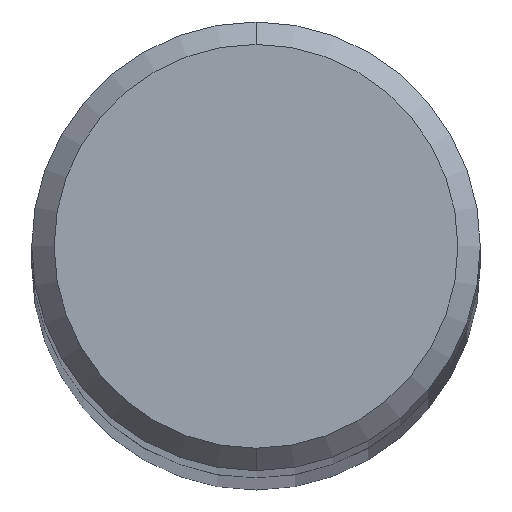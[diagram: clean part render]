
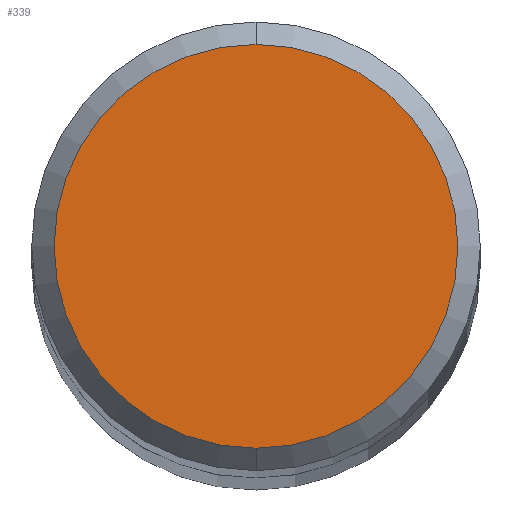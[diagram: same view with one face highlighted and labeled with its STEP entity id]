
A CAD part, top view. The second image highlights one B-rep face of the part: STEP entity #339.
In plain terms, the highlighted planar face has unit normal (0, 0, 1).
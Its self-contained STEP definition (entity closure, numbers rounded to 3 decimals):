
#181=EDGE_CURVE('',#267,#315,#458,.T.);
#267=VERTEX_POINT('',#552);
#315=VERTEX_POINT('',#605);
#339=ADVANCED_FACE('',(#629),#630,.T.);
#373=EDGE_CURVE('',#315,#267,#669,.T.);
#458=CIRCLE('',#783,5.4);
#552=CARTESIAN_POINT('',(0.0,5.4,0.0));
#605=CARTESIAN_POINT('',(0.,-5.4,0.0));
#629=FACE_OUTER_BOUND('',#1174,.T.);
#630=PLANE('',#1175);
#669=CIRCLE('',#1250,5.4);
#783=AXIS2_PLACEMENT_3D('',#1404,#1405,#1406);
#1174=EDGE_LOOP('',(#1574,#1575));
#1175=AXIS2_PLACEMENT_3D('',#1576,#1577,#1578);
#1250=AXIS2_PLACEMENT_3D('',#1635,#1636,#1637);
#1404=CARTESIAN_POINT('',(0.0,0.0,0.0));
#1405=DIRECTION('',(0.0,0.0,-1.0));
#1406=DIRECTION('',(0.0,1.0,0.0));
#1574=ORIENTED_EDGE('',*,*,#181,.F.);
#1575=ORIENTED_EDGE('',*,*,#373,.F.);
#1576=CARTESIAN_POINT('',(0.0,2.7,0.0));
#1577=DIRECTION('',(-0.0,0.0,1.0));
#1578=DIRECTION('',(0.0,-1.0,0.0));
#1635=CARTESIAN_POINT('',(0.0,0.0,0.0));
#1636=DIRECTION('',(0.0,0.0,-1.0));
#1637=DIRECTION('',(0.0,1.0,0.0));
